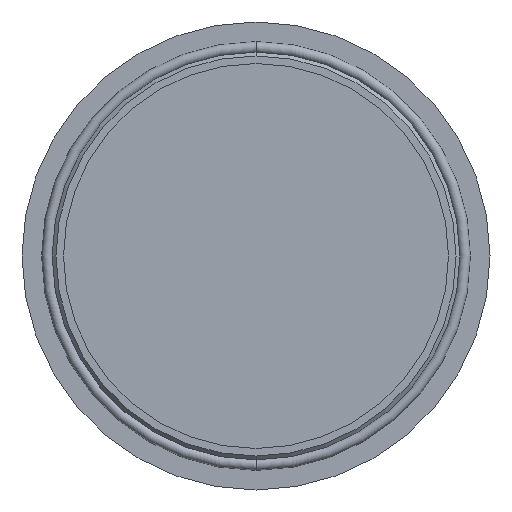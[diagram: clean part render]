
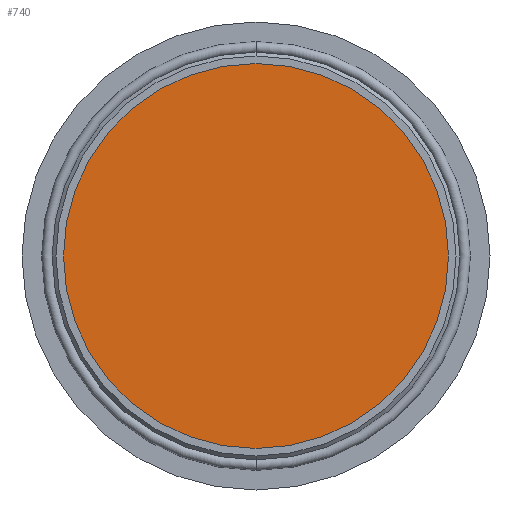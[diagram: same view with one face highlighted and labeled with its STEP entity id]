
A CAD part, front view. The second image highlights one B-rep face of the part: STEP entity #740.
In plain terms, the highlighted planar face has unit normal (0, -1, 0).
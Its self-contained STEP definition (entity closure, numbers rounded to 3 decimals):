
#36 = AXIS2_PLACEMENT_3D ( 'NONE', #224, #223, #222 ) ;
#73 = AXIS2_PLACEMENT_3D ( 'NONE', #305, #304, #303 ) ;
#74 = FACE_OUTER_BOUND ( 'NONE', #596, .T. ) ;
#119 = AXIS2_PLACEMENT_3D ( 'NONE', #375, #374, #373 ) ;
#222 = DIRECTION ( 'NONE',  ( 0., 0., 1. ) ) ;
#223 = DIRECTION ( 'NONE',  ( 0., 1., 0. ) ) ;
#224 = CARTESIAN_POINT ( 'NONE',  ( 0., -2.75, 0. ) ) ;
#303 = DIRECTION ( 'NONE',  ( 0., 0., -1. ) ) ;
#304 = DIRECTION ( 'NONE',  ( 0., -1., 0. ) ) ;
#305 = CARTESIAN_POINT ( 'NONE',  ( -25.5, -2.75, 0. ) ) ;
#306 = PLANE ( 'NONE',  #73 ) ;
#373 = DIRECTION ( 'NONE',  ( 0., 0., 1. ) ) ;
#374 = DIRECTION ( 'NONE',  ( 0., 1., 0. ) ) ;
#375 = CARTESIAN_POINT ( 'NONE',  ( 0., -2.75, 0. ) ) ;
#464 = CARTESIAN_POINT ( 'NONE',  ( 0., -2.75, -25.5 ) ) ;
#465 = CARTESIAN_POINT ( 'NONE',  ( 0., -2.75, 25.5 ) ) ;
#541 = ORIENTED_EDGE ( 'NONE', *, *, #718, .F. ) ;
#543 = ORIENTED_EDGE ( 'NONE', *, *, #767, .F. ) ;
#596 = EDGE_LOOP ( 'NONE', ( #541, #543 ) ) ;
#610 = VERTEX_POINT ( 'NONE', #465 ) ;
#611 = VERTEX_POINT ( 'NONE', #464 ) ;
#640 = CIRCLE ( 'NONE', #36, 25.5 ) ;
#666 = CIRCLE ( 'NONE', #119, 25.5 ) ;
#718 = EDGE_CURVE ( 'NONE', #610, #611, #666, .T. ) ;
#740 = ADVANCED_FACE ( 'NONE', ( #74 ), #306, .T. ) ;
#767 = EDGE_CURVE ( 'NONE', #611, #610, #640, .T. ) ;
